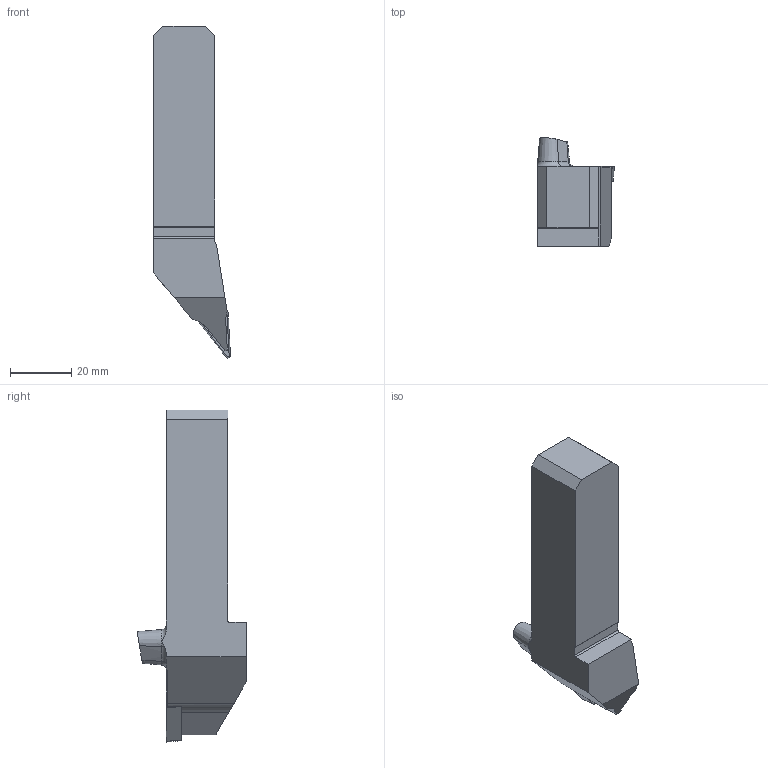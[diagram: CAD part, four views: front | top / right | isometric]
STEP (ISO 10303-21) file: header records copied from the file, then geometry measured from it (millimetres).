
FILE_DESCRIPTION(/* description */ (''),/* implementation_level */ '2;1');
FILE_NAME(/* name */ 'toolassembly_1.stp',/* time_stamp */ '2018-11-02T09:47:14+01:00',/* author */ (''),/* organization */ ('SMS'),/* preprocessor_version */ 'ST-DEVELOPER v15',/* originating_system */ 'SIEMENS PLM Software NX 8.5',/* authorisation */ '');
FILE_SCHEMA (('AUTOMOTIVE_DESIGN { 1 0 10303 214 3 1 1 1 }'));
Length unit declared in the file: millimetre
Products named in the file (4): IsoTurningInsert; ASSEMBLY_CONSTRUCTION; NOCUT; TOOLASSEMBLY_1
Assembly tree (3 placements, depth 2):
  TOOLASSEMBLY_1
    NOCUT
    ASSEMBLY_CONSTRUCTION
    IsoTurningInsert
Bounding box: 25 x 35.34 x 108 mm (x, y, z)
Volume: 41211.9 mm3; surface area: 10157.4 mm2
Topology: 2 solids, 3 shells, 111 faces, 290 edges, 193 vertices
Faces by surface type: plane 48, cone 24, cylinder 15, extrusion 12, torus 11, sphere 1
Full cylindrical faces by diameter (mm): 3.5 x1, 4.4 x2, 4.5 x1, 5.25 x1, 5.5 x1
Entity records: 4194 total; most frequent: CARTESIAN_POINT 1406, DIRECTION 548, ORIENTED_EDGE 532, EDGE_CURVE 266, AXIS2_PLACEMENT_3D 204, VERTEX_POINT 181, VECTOR 140, EDGE_LOOP 132
